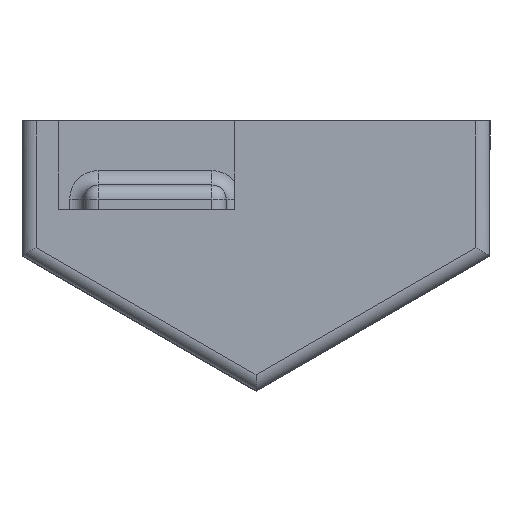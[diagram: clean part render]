
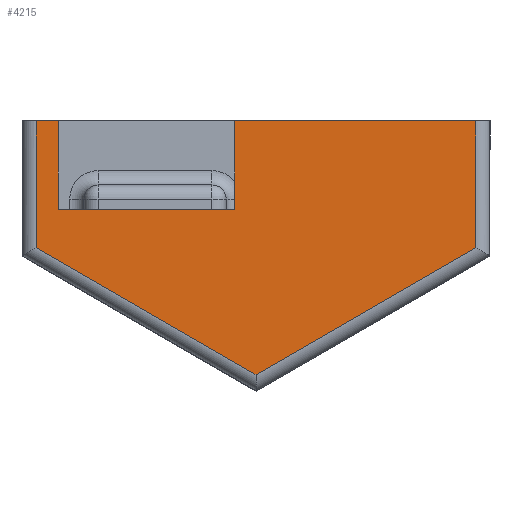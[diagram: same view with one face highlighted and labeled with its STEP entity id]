
A CAD part, left-side view. The second image highlights one B-rep face of the part: STEP entity #4215.
In plain terms, the highlighted planar face has unit normal (-1, 0, 0).
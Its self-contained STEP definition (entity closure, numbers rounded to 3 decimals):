
#327=FACE_OUTER_BOUND('',#562,.T.);
#562=EDGE_LOOP('',(#3069,#3070,#3071,#3072,#3073,#3074,#3075,#3076,#3077));
#946=LINE('',#6551,#1416);
#951=LINE('',#6565,#1421);
#988=LINE('',#6634,#1458);
#989=LINE('',#6635,#1459);
#990=LINE('',#6637,#1460);
#991=LINE('',#6639,#1461);
#992=LINE('',#6640,#1462);
#993=LINE('',#6642,#1463);
#994=LINE('',#6643,#1464);
#1416=VECTOR('',#5133,16.954);
#1421=VECTOR('',#5144,1.554);
#1458=VECTOR('',#5199,17.845);
#1459=VECTOR('',#5200,8.923);
#1460=VECTOR('',#5201,6.2);
#1461=VECTOR('',#5202,12.4);
#1462=VECTOR('',#5203,6.2);
#1463=VECTOR('',#5204,8.923);
#1464=VECTOR('',#5205,17.845);
#1899=VERTEX_POINT('',#6549);
#1900=VERTEX_POINT('',#6550);
#1905=VERTEX_POINT('',#6562);
#1906=VERTEX_POINT('',#6564);
#1928=VERTEX_POINT('',#6632);
#1929=VERTEX_POINT('',#6633);
#1930=VERTEX_POINT('',#6636);
#1931=VERTEX_POINT('',#6638);
#1932=VERTEX_POINT('',#6641);
#2329=EDGE_CURVE('',#1899,#1900,#946,.T.);
#2336=EDGE_CURVE('',#1905,#1906,#951,.T.);
#2374=EDGE_CURVE('',#1928,#1929,#988,.F.);
#2375=EDGE_CURVE('',#1929,#1900,#989,.F.);
#2376=EDGE_CURVE('',#1930,#1899,#990,.T.);
#2377=EDGE_CURVE('',#1931,#1930,#991,.T.);
#2378=EDGE_CURVE('',#1906,#1931,#992,.T.);
#2379=EDGE_CURVE('',#1905,#1932,#993,.F.);
#2380=EDGE_CURVE('',#1932,#1928,#994,.F.);
#3069=ORIENTED_EDGE('',*,*,#2374,.T.);
#3070=ORIENTED_EDGE('',*,*,#2375,.T.);
#3071=ORIENTED_EDGE('',*,*,#2329,.F.);
#3072=ORIENTED_EDGE('',*,*,#2376,.F.);
#3073=ORIENTED_EDGE('',*,*,#2377,.F.);
#3074=ORIENTED_EDGE('',*,*,#2378,.F.);
#3075=ORIENTED_EDGE('',*,*,#2336,.F.);
#3076=ORIENTED_EDGE('',*,*,#2379,.T.);
#3077=ORIENTED_EDGE('',*,*,#2380,.T.);
#4077=PLANE('',#4500);
#4215=ADVANCED_FACE('',(#327),#4077,.F.);
#4500=AXIS2_PLACEMENT_3D('',#6631,#5197,#5198);
#5133=DIRECTION('',(0.,-1.,0.));
#5144=DIRECTION('',(0.,-1.,0.));
#5197=DIRECTION('center_axis',(1.,0.,0.));
#5198=DIRECTION('ref_axis',(0.,0.,-1.));
#5199=DIRECTION('',(0.,0.866,-0.5));
#5200=DIRECTION('',(0.,0.,-1.));
#5201=DIRECTION('',(0.,0.,1.));
#5202=DIRECTION('',(0.,-1.,0.));
#5203=DIRECTION('',(0.,0.,-1.));
#5204=DIRECTION('',(0.,0.,1.));
#5205=DIRECTION('',(0.,0.866,0.5));
#6549=CARTESIAN_POINT('',(-76.875,1.5,0.));
#6550=CARTESIAN_POINT('',(-76.875,-15.454,0.));
#6551=CARTESIAN_POINT('',(-76.875,1.5,0.));
#6562=CARTESIAN_POINT('',(-76.875,15.454,0.));
#6564=CARTESIAN_POINT('',(-76.875,13.9,0.));
#6565=CARTESIAN_POINT('',(-76.875,15.454,0.));
#6631=CARTESIAN_POINT('Origin',(-76.875,0.,0.));
#6632=CARTESIAN_POINT('',(-76.875,0.,-17.845));
#6633=CARTESIAN_POINT('',(-76.875,-15.454,-8.923));
#6634=CARTESIAN_POINT('',(-76.875,-15.454,-8.923));
#6635=CARTESIAN_POINT('',(-76.875,-15.454,0.));
#6636=CARTESIAN_POINT('',(-76.875,1.5,-6.2));
#6637=CARTESIAN_POINT('',(-76.875,1.5,-6.2));
#6638=CARTESIAN_POINT('',(-76.875,13.9,-6.2));
#6639=CARTESIAN_POINT('',(-76.875,13.9,-6.2));
#6640=CARTESIAN_POINT('',(-76.875,13.9,0.));
#6641=CARTESIAN_POINT('',(-76.875,15.454,-8.923));
#6642=CARTESIAN_POINT('',(-76.875,15.454,-8.923));
#6643=CARTESIAN_POINT('',(-76.875,0.,-17.845));
